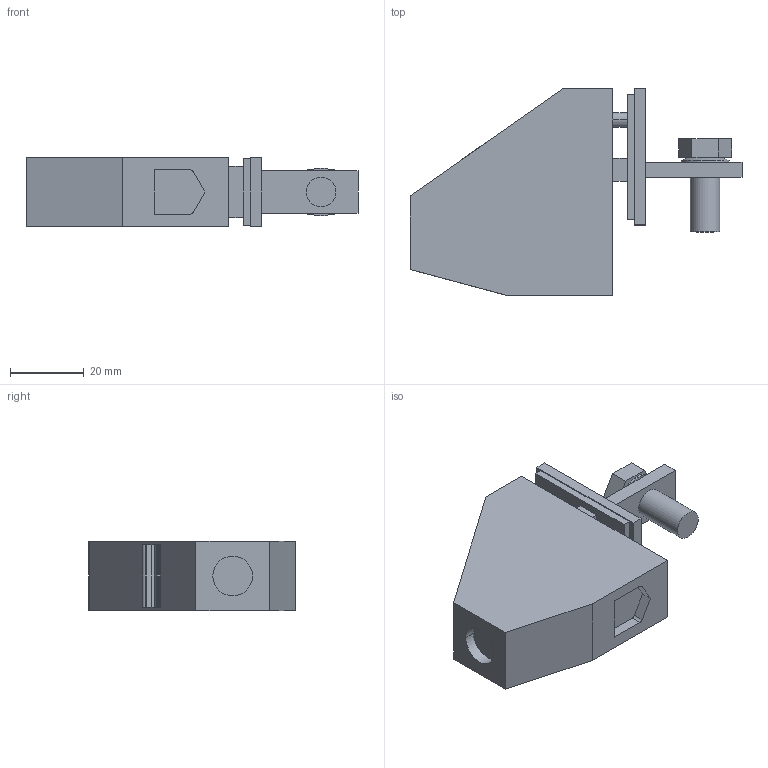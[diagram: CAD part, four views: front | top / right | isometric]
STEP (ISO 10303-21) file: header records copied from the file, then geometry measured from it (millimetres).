
FILE_DESCRIPTION(('SolidDesigner STEP Export'),'2;1');
FILE_NAME('0717212_hdfkv_50_vp_z_select.stp','2008-10-22T 6:46:21',(''),(''),'OneSpace Designer STEP processor for AP214 (Solid Model)','OneSpace Designer 14.50 18-Oct-2006 (C) CoCreate Software GmbH','');
FILE_SCHEMA(('AUTOMOTIVE_DESIGN { 1 0 10303 214 1 1 1 1 }'));
Length unit declared in the file: millimetre
Products named in the file (2): 0717212_hdfkv_50_vp_z_select
Assembly tree (1 placements, depth 2):
  0717212_hdfkv_50_vp_z_select
    0717212_hdfkv_50_vp_z_select
Bounding box: 90.1 x 56.1 x 18.8 mm (x, y, z)
Volume: 50307.6 mm3; surface area: 12410.1 mm2
Topology: 1 solids, 1 shells, 84 faces, 213 edges, 140 vertices
Faces by surface type: plane 62, cylinder 20, cone 2
Entity records: 2913 total; most frequent: ORIENTED_EDGE 426, CARTESIAN_POINT 406, DIRECTION 367, EDGE_CURVE 213, VECTOR 165, LINE 165, VERTEX_POINT 140, AXIS2_PLACEMENT_3D 101
